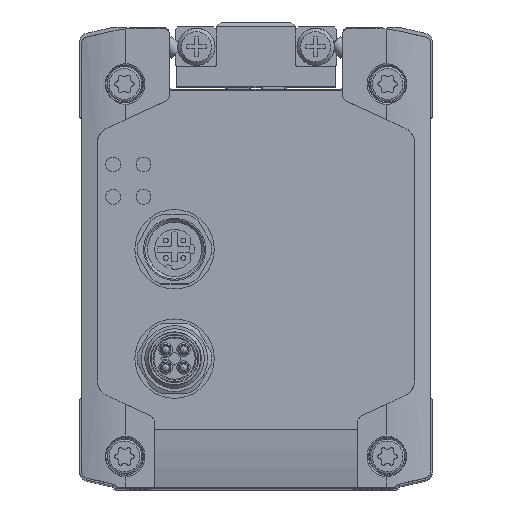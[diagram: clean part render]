
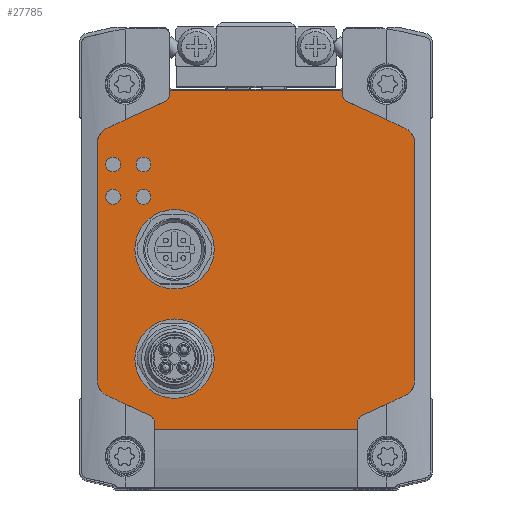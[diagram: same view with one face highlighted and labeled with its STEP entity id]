
A CAD part, top view. The second image highlights one B-rep face of the part: STEP entity #27785.
In plain terms, the highlighted planar face has unit normal (0, 0, 1).
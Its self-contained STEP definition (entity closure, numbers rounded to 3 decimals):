
#476=CIRCLE('',#29315,1.5);
#477=CIRCLE('',#29316,1.5);
#478=CIRCLE('',#29317,1.5);
#479=CIRCLE('',#29318,1.5);
#480=CIRCLE('',#29319,8.);
#481=CIRCLE('',#29320,8.);
#482=CIRCLE('',#29321,1.45);
#483=CIRCLE('',#29322,3.228);
#484=CIRCLE('',#29323,3.228);
#485=CIRCLE('',#29324,1.45);
#486=CIRCLE('',#29325,1.45);
#487=CIRCLE('',#29326,3.228);
#488=CIRCLE('',#29327,3.228);
#489=CIRCLE('',#29328,1.45);
#2874=ORIENTED_EDGE('',*,*,#8240,.T.);
#2875=ORIENTED_EDGE('',*,*,#8241,.T.);
#2876=ORIENTED_EDGE('',*,*,#8242,.T.);
#2877=ORIENTED_EDGE('',*,*,#8243,.T.);
#2878=ORIENTED_EDGE('',*,*,#8244,.T.);
#2879=ORIENTED_EDGE('',*,*,#8245,.T.);
#2880=ORIENTED_EDGE('',*,*,#8246,.F.);
#2881=ORIENTED_EDGE('',*,*,#8247,.T.);
#2882=ORIENTED_EDGE('',*,*,#8248,.F.);
#2883=ORIENTED_EDGE('',*,*,#7919,.T.);
#2884=ORIENTED_EDGE('',*,*,#8249,.T.);
#2885=ORIENTED_EDGE('',*,*,#8250,.T.);
#2886=ORIENTED_EDGE('',*,*,#8251,.T.);
#2887=ORIENTED_EDGE('',*,*,#7923,.T.);
#2888=ORIENTED_EDGE('',*,*,#8252,.F.);
#2889=ORIENTED_EDGE('',*,*,#8226,.T.);
#2890=ORIENTED_EDGE('',*,*,#7986,.T.);
#2891=ORIENTED_EDGE('',*,*,#8230,.T.);
#2892=ORIENTED_EDGE('',*,*,#8253,.F.);
#2893=ORIENTED_EDGE('',*,*,#7874,.T.);
#2894=ORIENTED_EDGE('',*,*,#8254,.T.);
#2895=ORIENTED_EDGE('',*,*,#8255,.T.);
#2896=ORIENTED_EDGE('',*,*,#8256,.T.);
#2897=ORIENTED_EDGE('',*,*,#7871,.T.);
#2898=ORIENTED_EDGE('',*,*,#8257,.F.);
#2899=ORIENTED_EDGE('',*,*,#8258,.T.);
#7871=EDGE_CURVE('',#10691,#10692,#12439,.T.);
#7874=EDGE_CURVE('',#10695,#10694,#12442,.T.);
#7919=EDGE_CURVE('',#10725,#10724,#12475,.T.);
#7923=EDGE_CURVE('',#10726,#10727,#12479,.T.);
#7986=EDGE_CURVE('',#10779,#10780,#12526,.T.);
#8226=EDGE_CURVE('',#10919,#10779,#12646,.T.);
#8230=EDGE_CURVE('',#10780,#10922,#12650,.T.);
#8240=EDGE_CURVE('',#10925,#10925,#476,.T.);
#8241=EDGE_CURVE('',#10926,#10926,#477,.T.);
#8242=EDGE_CURVE('',#10927,#10927,#478,.T.);
#8243=EDGE_CURVE('',#10928,#10928,#479,.T.);
#8244=EDGE_CURVE('',#10929,#10929,#480,.T.);
#8245=EDGE_CURVE('',#10930,#10930,#481,.T.);
#8246=EDGE_CURVE('',#10931,#10932,#12656,.T.);
#8247=EDGE_CURVE('',#10931,#10933,#12657,.T.);
#8248=EDGE_CURVE('',#10725,#10933,#482,.T.);
#8249=EDGE_CURVE('',#10724,#10934,#483,.T.);
#8250=EDGE_CURVE('',#10934,#10935,#12658,.T.);
#8251=EDGE_CURVE('',#10935,#10726,#484,.T.);
#8252=EDGE_CURVE('',#10919,#10727,#485,.T.);
#8253=EDGE_CURVE('',#10695,#10922,#486,.T.);
#8254=EDGE_CURVE('',#10694,#10936,#487,.T.);
#8255=EDGE_CURVE('',#10936,#10937,#12659,.T.);
#8256=EDGE_CURVE('',#10937,#10691,#488,.T.);
#8257=EDGE_CURVE('',#10938,#10692,#489,.T.);
#8258=EDGE_CURVE('',#10938,#10932,#12660,.T.);
#10691=VERTEX_POINT('',#38451);
#10692=VERTEX_POINT('',#38453);
#10694=VERTEX_POINT('',#38459);
#10695=VERTEX_POINT('',#38461);
#10724=VERTEX_POINT('',#38544);
#10725=VERTEX_POINT('',#38546);
#10726=VERTEX_POINT('',#38550);
#10727=VERTEX_POINT('',#38552);
#10779=VERTEX_POINT('',#38680);
#10780=VERTEX_POINT('',#38681);
#10919=VERTEX_POINT('',#39128);
#10922=VERTEX_POINT('',#39135);
#10925=VERTEX_POINT('',#39156);
#10926=VERTEX_POINT('',#39158);
#10927=VERTEX_POINT('',#39160);
#10928=VERTEX_POINT('',#39162);
#10929=VERTEX_POINT('',#39164);
#10930=VERTEX_POINT('',#39166);
#10931=VERTEX_POINT('',#39168);
#10932=VERTEX_POINT('',#39169);
#10933=VERTEX_POINT('',#39171);
#10934=VERTEX_POINT('',#39174);
#10935=VERTEX_POINT('',#39176);
#10936=VERTEX_POINT('',#39181);
#10937=VERTEX_POINT('',#39183);
#10938=VERTEX_POINT('',#39186);
#12439=LINE('',#38454,#14130);
#12442=LINE('',#38460,#14133);
#12475=LINE('',#38545,#14166);
#12479=LINE('',#38553,#14170);
#12526=LINE('',#38679,#14217);
#12646=LINE('',#39127,#14337);
#12650=LINE('',#39136,#14341);
#12656=LINE('',#39167,#14347);
#12657=LINE('',#39170,#14348);
#12658=LINE('',#39175,#14349);
#12659=LINE('',#39182,#14350);
#12660=LINE('',#39187,#14351);
#14130=VECTOR('',#31705,1000.);
#14133=VECTOR('',#31710,1000.);
#14166=VECTOR('',#31787,1000.);
#14170=VECTOR('',#31793,1000.);
#14217=VECTOR('',#31896,1000.);
#14337=VECTOR('',#32392,1000.);
#14341=VECTOR('',#32398,1000.);
#14347=VECTOR('',#32438,1000.);
#14348=VECTOR('',#32439,1000.);
#14349=VECTOR('',#32444,1000.);
#14350=VECTOR('',#32453,1000.);
#14351=VECTOR('',#32458,1000.);
#15846=EDGE_LOOP('',(#2874));
#15847=EDGE_LOOP('',(#2875));
#15848=EDGE_LOOP('',(#2876));
#15849=EDGE_LOOP('',(#2877));
#15850=EDGE_LOOP('',(#2878));
#15851=EDGE_LOOP('',(#2879));
#15852=EDGE_LOOP('',(#2880,#2881,#2882,#2883,#2884,#2885,#2886,#2887,#2888,
#2889,#2890,#2891,#2892,#2893,#2894,#2895,#2896,#2897,#2898,#2899));
#17351=FACE_BOUND('',#15846,.T.);
#17352=FACE_BOUND('',#15847,.T.);
#17353=FACE_BOUND('',#15848,.T.);
#17354=FACE_BOUND('',#15849,.T.);
#17355=FACE_BOUND('',#15850,.T.);
#17356=FACE_BOUND('',#15851,.T.);
#17357=FACE_BOUND('',#15852,.T.);
#18763=PLANE('',#29314);
#27785=ADVANCED_FACE('',(#17351,#17352,#17353,#17354,#17355,#17356,#17357),
#18763,.T.);
#29314=AXIS2_PLACEMENT_3D('',#39154,#32424,#32425);
#29315=AXIS2_PLACEMENT_3D('',#39155,#32426,#32427);
#29316=AXIS2_PLACEMENT_3D('',#39157,#32428,#32429);
#29317=AXIS2_PLACEMENT_3D('',#39159,#32430,#32431);
#29318=AXIS2_PLACEMENT_3D('',#39161,#32432,#32433);
#29319=AXIS2_PLACEMENT_3D('',#39163,#32434,#32435);
#29320=AXIS2_PLACEMENT_3D('',#39165,#32436,#32437);
#29321=AXIS2_PLACEMENT_3D('',#39172,#32440,#32441);
#29322=AXIS2_PLACEMENT_3D('',#39173,#32442,#32443);
#29323=AXIS2_PLACEMENT_3D('',#39177,#32445,#32446);
#29324=AXIS2_PLACEMENT_3D('',#39178,#32447,#32448);
#29325=AXIS2_PLACEMENT_3D('',#39179,#32449,#32450);
#29326=AXIS2_PLACEMENT_3D('',#39180,#32451,#32452);
#29327=AXIS2_PLACEMENT_3D('',#39184,#32454,#32455);
#29328=AXIS2_PLACEMENT_3D('',#39185,#32456,#32457);
#31705=DIRECTION('',(0.906,-0.424,0.));
#31710=DIRECTION('',(-0.91,-0.415,0.));
#31787=DIRECTION('',(0.906,0.424,0.));
#31793=DIRECTION('',(-0.91,0.415,0.));
#31896=DIRECTION('',(-1.,0.,0.));
#32392=DIRECTION('',(0.,1.,0.));
#32398=DIRECTION('',(0.,-1.,0.));
#32424=DIRECTION('',(0.,0.,1.));
#32425=DIRECTION('',(1.,0.,0.));
#32426=DIRECTION('',(0.,0.,-1.));
#32427=DIRECTION('',(-1.,0.,0.));
#32428=DIRECTION('',(0.,0.,-1.));
#32429=DIRECTION('',(-1.,0.,0.));
#32430=DIRECTION('',(0.,0.,-1.));
#32431=DIRECTION('',(-1.,0.,0.));
#32432=DIRECTION('',(0.,0.,-1.));
#32433=DIRECTION('',(-1.,0.,0.));
#32434=DIRECTION('',(0.,0.,-1.));
#32435=DIRECTION('',(-1.,0.,0.));
#32436=DIRECTION('',(0.,0.,-1.));
#32437=DIRECTION('',(-1.,0.,0.));
#32438=DIRECTION('',(-1.,0.,0.));
#32439=DIRECTION('',(0.,1.,0.));
#32440=DIRECTION('',(0.,0.,1.));
#32441=DIRECTION('',(1.,0.,0.));
#32442=DIRECTION('',(0.,0.,1.));
#32443=DIRECTION('',(1.,0.,0.));
#32444=DIRECTION('',(0.,1.,0.));
#32445=DIRECTION('',(0.,0.,1.));
#32446=DIRECTION('',(1.,0.,0.));
#32447=DIRECTION('',(0.,0.,1.));
#32448=DIRECTION('',(1.,0.,0.));
#32449=DIRECTION('',(0.,0.,1.));
#32450=DIRECTION('',(1.,0.,0.));
#32451=DIRECTION('',(0.,0.,1.));
#32452=DIRECTION('',(1.,0.,0.));
#32453=DIRECTION('',(0.,-1.,0.));
#32454=DIRECTION('',(0.,0.,1.));
#32455=DIRECTION('',(1.,0.,0.));
#32456=DIRECTION('',(0.,0.,1.));
#32457=DIRECTION('',(1.,0.,0.));
#32458=DIRECTION('',(0.,-1.,0.));
#38451=CARTESIAN_POINT('',(-30.069,18.788,78.3));
#38453=CARTESIAN_POINT('',(-21.289,14.676,78.3));
#38454=CARTESIAN_POINT('',(-30.069,18.788,78.3));
#38459=CARTESIAN_POINT('',(-30.04,72.604,78.3));
#38460=CARTESIAN_POINT('',(-18.343,77.94,78.3));
#38461=CARTESIAN_POINT('',(-18.343,77.94,78.3));
#38544=CARTESIAN_POINT('',(30.069,18.788,78.3));
#38545=CARTESIAN_POINT('',(21.289,14.676,78.3));
#38546=CARTESIAN_POINT('',(21.289,14.676,78.3));
#38550=CARTESIAN_POINT('',(30.04,72.604,78.3));
#38552=CARTESIAN_POINT('',(18.343,77.94,78.3));
#38553=CARTESIAN_POINT('',(30.04,72.604,78.3));
#38679=CARTESIAN_POINT('',(17.495,80.2,78.3));
#38680=CARTESIAN_POINT('',(17.495,80.2,78.3));
#38681=CARTESIAN_POINT('',(-17.495,80.2,78.3));
#39127=CARTESIAN_POINT('',(17.495,79.259,78.3));
#39128=CARTESIAN_POINT('',(17.495,79.259,78.3));
#39135=CARTESIAN_POINT('',(-17.495,79.259,78.3));
#39136=CARTESIAN_POINT('',(-17.495,92.7,78.3));
#39154=CARTESIAN_POINT('',(-28.7,69.667,78.3));
#39155=CARTESIAN_POINT('',(-28.75,65.3,78.3));
#39156=CARTESIAN_POINT('',(-30.25,65.3,78.3));
#39157=CARTESIAN_POINT('',(-28.75,58.8,78.3));
#39158=CARTESIAN_POINT('',(-30.25,58.8,78.3));
#39159=CARTESIAN_POINT('',(-22.65,65.3,78.3));
#39160=CARTESIAN_POINT('',(-24.15,65.3,78.3));
#39161=CARTESIAN_POINT('',(-22.65,58.8,78.3));
#39162=CARTESIAN_POINT('',(-24.15,58.8,78.3));
#39163=CARTESIAN_POINT('',(-16.4,26.2,78.3));
#39164=CARTESIAN_POINT('',(-24.4,26.2,78.3));
#39165=CARTESIAN_POINT('',(-16.4,48.23,78.3));
#39166=CARTESIAN_POINT('',(-24.4,48.23,78.3));
#39167=CARTESIAN_POINT('',(20.454,11.837,78.3));
#39168=CARTESIAN_POINT('',(20.454,11.837,78.3));
#39169=CARTESIAN_POINT('',(-20.454,11.837,78.3));
#39170=CARTESIAN_POINT('',(20.454,0.,78.3));
#39171=CARTESIAN_POINT('',(20.454,13.363,78.3));
#39172=CARTESIAN_POINT('',(21.904,13.363,78.3));
#39173=CARTESIAN_POINT('',(28.7,21.711,78.3));
#39174=CARTESIAN_POINT('',(31.928,21.711,78.3));
#39175=CARTESIAN_POINT('',(31.928,21.711,78.3));
#39176=CARTESIAN_POINT('',(31.928,69.667,78.3));
#39177=CARTESIAN_POINT('',(28.7,69.667,78.3));
#39178=CARTESIAN_POINT('',(18.945,79.259,78.3));
#39179=CARTESIAN_POINT('',(-18.945,79.259,78.3));
#39180=CARTESIAN_POINT('',(-28.7,69.667,78.3));
#39181=CARTESIAN_POINT('',(-31.928,69.667,78.3));
#39182=CARTESIAN_POINT('',(-31.928,69.667,78.3));
#39183=CARTESIAN_POINT('',(-31.928,21.711,78.3));
#39184=CARTESIAN_POINT('',(-28.7,21.711,78.3));
#39185=CARTESIAN_POINT('',(-21.904,13.363,78.3));
#39186=CARTESIAN_POINT('',(-20.454,13.363,78.3));
#39187=CARTESIAN_POINT('',(-20.454,13.363,78.3));
